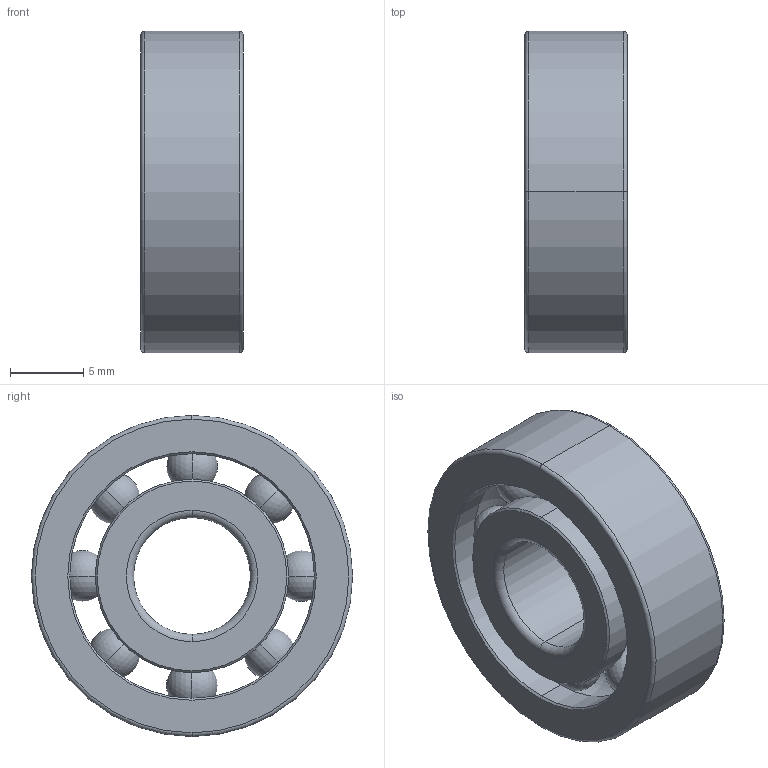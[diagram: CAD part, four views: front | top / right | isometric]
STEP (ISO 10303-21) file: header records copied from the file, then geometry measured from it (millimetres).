
FILE_DESCRIPTION (( 'STEP AP203' ), '1' );
FILE_NAME ('8mm Bearing SKF 608 (RS 286-7530).STEP', '2012-01-01T15:12:54', ( '' ), ( '' ), 'SwSTEP 2.0', 'SolidWorks 2011', '' );
FILE_SCHEMA (( 'CONFIG_CONTROL_DESIGN' ));
Length unit declared in the file: millimetre
Products named in the file (1): 8mm Bearing SKF 608 (RS 286-7530)
Bounding box: 7 x 22 x 22 mm (x, y, z)
Volume: 1727.7 mm3; surface area: 2142.6 mm2
Topology: 10 solids, 10 shells, 138 faces, 354 edges, 230 vertices
Faces by surface type: bspline 48, plane 40, sphere 16, torus 14, cylinder 12, cone 8
Entity records: 6301 total; most frequent: CARTESIAN_POINT 3379, ORIENTED_EDGE 628, DIRECTION 472, EDGE_CURVE 314, VERTEX_POINT 206, AXIS2_PLACEMENT_3D 163, EDGE_LOOP 152, LINE 146
